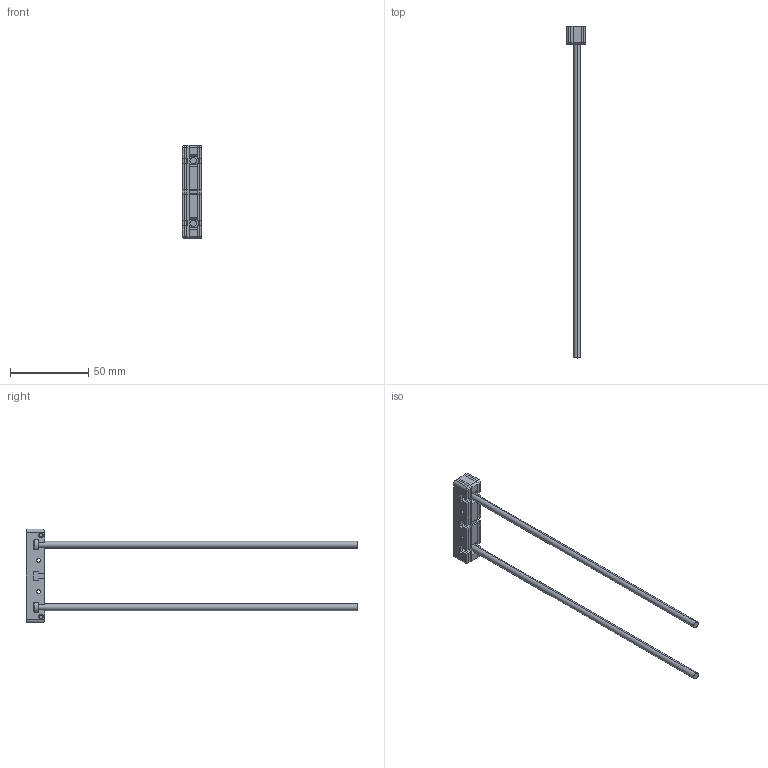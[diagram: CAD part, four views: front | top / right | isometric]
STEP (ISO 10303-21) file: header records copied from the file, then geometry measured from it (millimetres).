
FILE_DESCRIPTION (( 'STEP AP203' ), '1' );
FILE_NAME ('4b22.STEP', '2023-01-31T12:00:13', ( '' ), ( '' ), 'SwSTEP 2.0', 'SolidWorks 2019', '' );
FILE_SCHEMA (( 'CONFIG_CONTROL_DESIGN' ));
Length unit declared in the file: millimetre
Products named in the file (6): 4b22; Pin_60 1d4e6804d6046ba52ac4633d8b3cbd1c; Bolt_60 1d4e6804d6046ba52ac4633d8b3cbd1c; Lamela_60_R 1d4e6804d6046ba52ac4633d8b3cbd1c; Lamellar_Gas_Vent_ISGL60 1d4e6804d6046ba52ac4633d8b3cbd1c; Lamela_60 1d4e6804d6046ba52ac4633d8b3cbd1c
Assembly tree (9 placements, depth 2):
  4b22
    Lamellar_Gas_Vent_ISGL60 1d4e6804d6046ba52ac4633d8b3cbd1c
    Lamela_60 1d4e6804d6046ba52ac4633d8b3cbd1c  x3
    Lamela_60_R 1d4e6804d6046ba52ac4633d8b3cbd1c
    Bolt_60 1d4e6804d6046ba52ac4633d8b3cbd1c  x2
    Pin_60 1d4e6804d6046ba52ac4633d8b3cbd1c  x2
Bounding box: 12.6 x 212 x 60 mm (x, y, z)
Volume: 13841.2 mm3; surface area: 16140.2 mm2
Topology: 10 solids, 10 shells, 340 faces, 938 edges, 620 vertices
Faces by surface type: plane 194, cylinder 130, cone 16
Entity records: 7792 total; most frequent: CARTESIAN_POINT 1239, DIRECTION 1236, ORIENTED_EDGE 1208, EDGE_CURVE 604, LINE 426, VECTOR 426, AXIS2_PLACEMENT_3D 405, VERTEX_POINT 400
